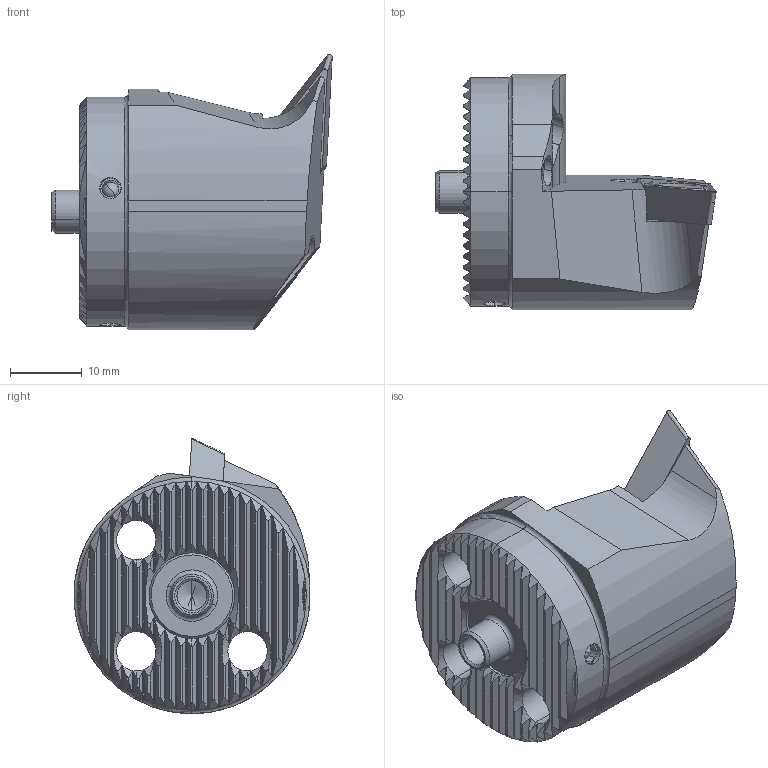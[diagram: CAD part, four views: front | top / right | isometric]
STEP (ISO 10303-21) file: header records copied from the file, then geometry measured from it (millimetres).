
FILE_DESCRIPTION (( 'STEP AP214' ), '1' );
FILE_NAME ('WK2.BVB.LUB.035.STEP', '2023-08-15T09:51:34', ( '' ), ( '' ), 'SwSTEP 2.0', 'SolidWorks 2017', '' );
FILE_SCHEMA (( 'AUTOMOTIVE_DESIGN' ));
Length unit declared in the file: millimetre
Products named in the file (6): WK2.BVB.LUB.035; WKX-ER1.004.005_A_PreviewCfg; VCMT160404; WK2-BVB.LUB.035_A; WK2-ER1.001.012_A_Fertigbearbeitung; KVT_MB_600_030
Assembly tree (7 placements, depth 2):
  WK2.BVB.LUB.035
    WK2-BVB.LUB.035_A
    WKX-ER1.004.005_A_PreviewCfg  x2
    WK2-ER1.001.012_A_Fertigbearbeitung
    KVT_MB_600_030  x2
    VCMT160404
Bounding box: 39.2 x 32.98 x 38.5 mm (x, y, z)
Volume: 16057.2 mm3; surface area: 8540.3 mm2
Topology: 9 solids, 9 shells, 496 faces, 1331 edges, 834 vertices
Faces by surface type: plane 195, cylinder 164, cone 107, bspline 16, torus 10, sphere 4
Entity records: 16618 total; most frequent: CARTESIAN_POINT 5409, ORIENTED_EDGE 2406, DIRECTION 1896, EDGE_CURVE 1203, VERTEX_POINT 771, AXIS2_PLACEMENT_3D 717, EDGE_LOOP 470, VECTOR 462
